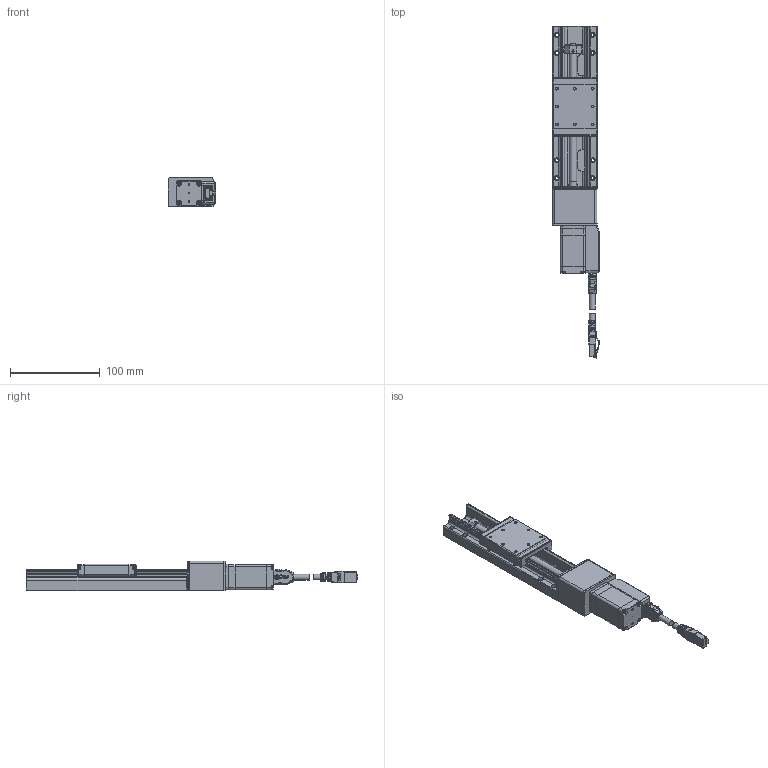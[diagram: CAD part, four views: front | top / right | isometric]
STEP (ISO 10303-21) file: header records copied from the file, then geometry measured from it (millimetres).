
FILE_DESCRIPTION(/* description */ (''),/* implementation_level */ '2;1');
FILE_NAME(/* name */ 'CXN50100-P2-NT',/* time_stamp */ '2022-08-24T21:31:01+02:00',/* author */ (''),/* organization */ (''),/* preprocessor_version */ 'ST-DEVELOPER v16.7',/* originating_system */ 'Solid Edge',/* authorisation */ 'Unknown');
FILE_SCHEMA (('AUTOMOTIVE_DESIGN {1 0 10303 214 3 1 1}'));
Products named in the file (14): CXN50100-P2-NT; CXN50100; Group1^CXN50100-S模糊化; Group2^CXN50100-S模糊化; 09451819000_100744258MOD000C; 09451511525_100534264MOD000A; Motorflansch-ix-001; ISO 4762_M2,5x5_8.8; ISO 4762_M3x10_8.8; Gehäuse-ix-001; Platine-ix-001; PCB ix Industrial-001; 09452819001; ST2818L1006-B
Assembly tree (13 placements, depth 3):
  CXN50100-P2-NT
    CXN50100
      Group1^CXN50100-S模糊化
      Group2^CXN50100-S模糊化
    09451819000_100744258MOD000C
    09451511525_100534264MOD000A
    Motorflansch-ix-001
    ISO 4762_M2,5x5_8.8
    ISO 4762_M3x10_8.8
    Gehäuse-ix-001
    Platine-ix-001
      PCB ix Industrial-001
      09452819001
    ST2818L1006-B
Bounding box: 52.73 x 370.93 x 33.5 mm (x, y, z)
Volume: 221003.7 mm3; surface area: 109914.3 mm2
Topology: 22 solids, 25 shells, 5972 faces, 16840 edges, 11023 vertices
Faces by surface type: plane 4149, cylinder 1167, bspline 406, cone 103, sphere 83, torus 64
Full cylindrical faces by diameter (mm): 0.279 x1, 0.5 x1, 0.7 x3, 0.9 x54, 1 x7, 1.4 x54, 1.45 x2, 2.013 x8, 2.05 x2, 2.2 x4, 2.459 x1, 2.5 x9, 2.8 x4, 3 x2, 3.2 x1, 3.4 x12, 3.5 x1, 3.8 x5, 4.68 x1, 5 x4, 5.5 x14, 6 x2, 6.2 x1, 6.3 x1, 6.4 x1, 7.5 x1, 8 x1, 9.5 x1, 17 x1, 22 x4
Entity records: 244043 total; most frequent: CARTESIAN_POINT 61215, ORIENTED_EDGE 32710, DIRECTION 29076, EDGE_CURVE 16391, LINE 12656, VECTOR 12656, VERTEX_POINT 10909, AXIS2_PLACEMENT_3D 8210
